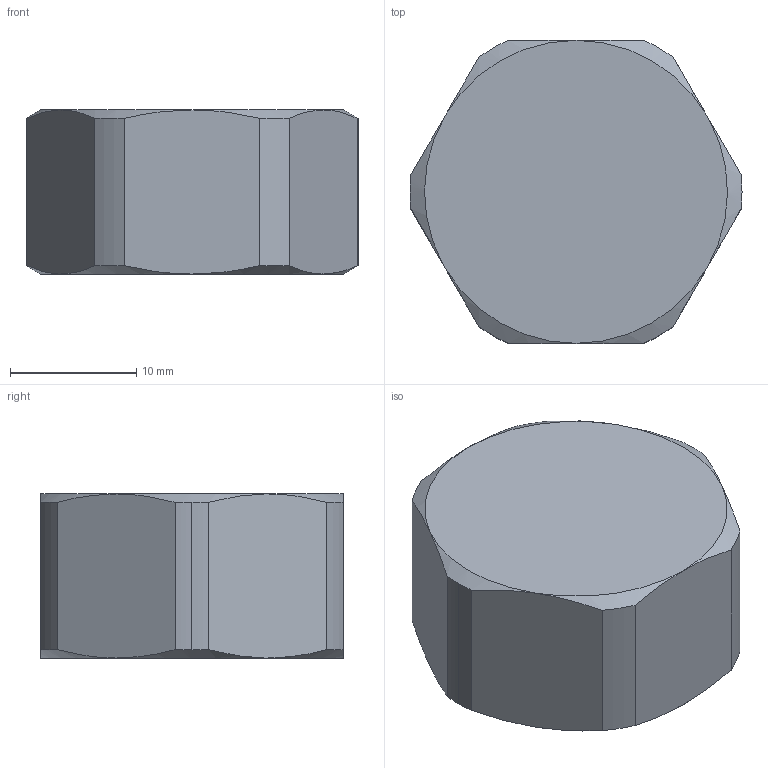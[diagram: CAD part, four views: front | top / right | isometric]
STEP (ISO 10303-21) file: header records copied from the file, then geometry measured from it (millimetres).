
FILE_DESCRIPTION(('CATIA V5 STEP Exchange'),'2;1');
FILE_NAME('STEP_586400_-_TST.stp','2017-06-29T11:15:31+00:00',('none'),('none'),'CATIA Version 5-6 Release 2014 SP5','CATIA V5 STEP AP203','none');
FILE_SCHEMA(('CONFIG_CONTROL_DESIGN'));
Length unit declared in the file: millimetre
Products named in the file (1): 586400 - TST
Bounding box: 26.3 x 24 x 13 mm (x, y, z)
Volume: 4998.2 mm3; surface area: 2155 mm2
Topology: 1 solids, 1 shells, 34 faces, 84 edges, 51 vertices
Faces by surface type: cone 18, plane 8, cylinder 8
Entity records: 1040 total; most frequent: CARTESIAN_POINT 346, ORIENTED_EDGE 164, DIRECTION 82, EDGE_CURVE 82, VERTEX_POINT 51, AXIS2_PLACEMENT_3D 49, EDGE_LOOP 35, ADVANCED_FACE 34
